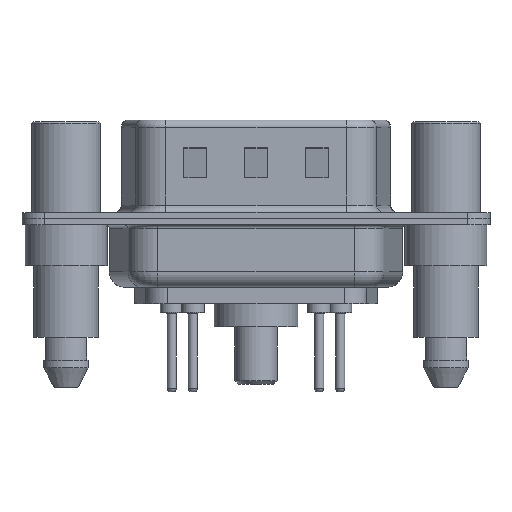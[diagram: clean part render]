
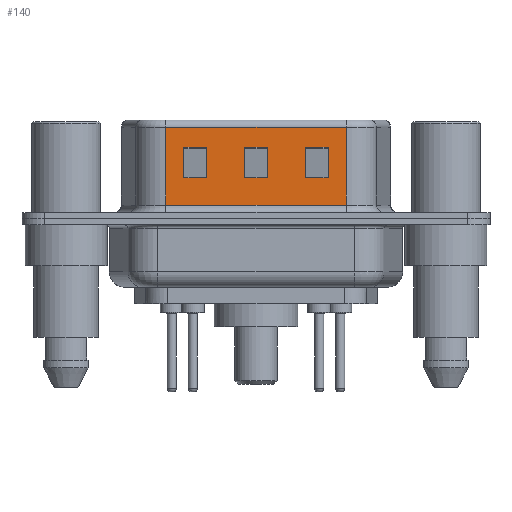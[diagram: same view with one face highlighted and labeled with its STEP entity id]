
A CAD part, front view. The second image highlights one B-rep face of the part: STEP entity #140.
In plain terms, the highlighted planar face has unit normal (0, -1, 0).
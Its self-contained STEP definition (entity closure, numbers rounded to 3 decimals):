
#108 = FACE_BOUND ( 'NONE', #5664, .T. ) ;
#140 = ADVANCED_FACE ( 'NONE', ( #108, #7491, #3808, #14160 ), #16311, .F. ) ;
#313 = VERTEX_POINT ( 'NONE', #4516 ) ;
#409 = AXIS2_PLACEMENT_3D ( 'NONE', #12353, #10398, #2983 ) ;
#542 = CARTESIAN_POINT ( 'NONE',  ( 11.75, -4.58, 6.52 ) ) ;
#581 = CARTESIAN_POINT ( 'NONE',  ( 22.45, -4.58, 2.705 ) ) ;
#614 = VERTEX_POINT ( 'NONE', #14826 ) ;
#751 = VERTEX_POINT ( 'NONE', #2207 ) ;
#870 = EDGE_LOOP ( 'NONE', ( #10407, #8279, #17416, #2650 ) ) ;
#1039 = VERTEX_POINT ( 'NONE', #3510 ) ;
#1340 = CARTESIAN_POINT ( 'NONE',  ( 18.45, -4.58, 0.9 ) ) ;
#1571 = ORIENTED_EDGE ( 'NONE', *, *, #2062, .T. ) ;
#1748 = EDGE_CURVE ( 'NONE', #4069, #2167, #2459, .T. ) ;
#1946 = DIRECTION ( 'NONE',  ( 0., 0., 1. ) ) ;
#2062 = EDGE_CURVE ( 'NONE', #4617, #7155, #9229, .T. ) ;
#2111 = VECTOR ( 'NONE', #4445, 1000. ) ;
#2167 = VERTEX_POINT ( 'NONE', #16437 ) ;
#2207 = CARTESIAN_POINT ( 'NONE',  ( 6.55, -4.58, 0.9 ) ) ;
#2313 = DIRECTION ( 'NONE',  ( 0., 0., -1. ) ) ;
#2459 = LINE ( 'NONE', #2998, #6076 ) ;
#2650 = ORIENTED_EDGE ( 'NONE', *, *, #7994, .T. ) ;
#2977 = CARTESIAN_POINT ( 'NONE',  ( 15.75, -4.58, 4.705 ) ) ;
#2983 = DIRECTION ( 'NONE',  ( 0., 0., 1. ) ) ;
#2998 = CARTESIAN_POINT ( 'NONE',  ( 9.25, -4.58, 6.52 ) ) ;
#3112 = DIRECTION ( 'NONE',  ( 1., 0., 0. ) ) ;
#3510 = CARTESIAN_POINT ( 'NONE',  ( 13.25, -4.58, 4.705 ) ) ;
#3650 = VECTOR ( 'NONE', #16797, 1000. ) ;
#3808 = FACE_BOUND ( 'NONE', #870, .T. ) ;
#3982 = CARTESIAN_POINT ( 'NONE',  ( 17.25, -4.58, 6.52 ) ) ;
#4069 = VERTEX_POINT ( 'NONE', #5154 ) ;
#4147 = DIRECTION ( 'NONE',  ( -1., 0., 0. ) ) ;
#4258 = ORIENTED_EDGE ( 'NONE', *, *, #7642, .T. ) ;
#4277 = VECTOR ( 'NONE', #8366, 1000. ) ;
#4445 = DIRECTION ( 'NONE',  ( 1., 0., 0. ) ) ;
#4484 = LINE ( 'NONE', #11383, #11823 ) ;
#4516 = CARTESIAN_POINT ( 'NONE',  ( 17.25, -4.58, 2.705 ) ) ;
#4617 = VERTEX_POINT ( 'NONE', #15515 ) ;
#4942 = VERTEX_POINT ( 'NONE', #12965 ) ;
#5132 = CARTESIAN_POINT ( 'NONE',  ( 7.75, -4.58, 6.52 ) ) ;
#5154 = CARTESIAN_POINT ( 'NONE',  ( 9.25, -4.58, 4.705 ) ) ;
#5235 = LINE ( 'NONE', #5132, #12548 ) ;
#5357 = EDGE_CURVE ( 'NONE', #7872, #751, #14628, .T. ) ;
#5416 = VECTOR ( 'NONE', #15366, 1000. ) ;
#5472 = CARTESIAN_POINT ( 'NONE',  ( 6.55, -4.58, 6.52 ) ) ;
#5622 = LINE ( 'NONE', #3982, #9009 ) ;
#5664 = EDGE_LOOP ( 'NONE', ( #13303, #8217, #9569, #7273 ) ) ;
#6052 = EDGE_CURVE ( 'NONE', #751, #13334, #13013, .T. ) ;
#6076 = VECTOR ( 'NONE', #9199, 1000. ) ;
#6666 = EDGE_CURVE ( 'NONE', #313, #4617, #17490, .T. ) ;
#6692 = CARTESIAN_POINT ( 'NONE',  ( 13.25, -4.58, 6.52 ) ) ;
#6934 = CARTESIAN_POINT ( 'NONE',  ( 18.45, -4.58, 2.705 ) ) ;
#7155 = VERTEX_POINT ( 'NONE', #2977 ) ;
#7273 = ORIENTED_EDGE ( 'NONE', *, *, #10448, .T. ) ;
#7374 = EDGE_LOOP ( 'NONE', ( #4258, #12711, #1571, #12230 ) ) ;
#7423 = VECTOR ( 'NONE', #2313, 1000. ) ;
#7463 = CARTESIAN_POINT ( 'NONE',  ( 18.45, -4.58, 6.02 ) ) ;
#7491 = FACE_BOUND ( 'NONE', #7374, .T. ) ;
#7525 = EDGE_CURVE ( 'NONE', #614, #13334, #11913, .T. ) ;
#7581 = VECTOR ( 'NONE', #16128, 1000. ) ;
#7615 = VECTOR ( 'NONE', #4147, 1000. ) ;
#7642 = EDGE_CURVE ( 'NONE', #17039, #313, #5622, .T. ) ;
#7753 = CARTESIAN_POINT ( 'NONE',  ( 7.75, -4.58, 2.705 ) ) ;
#7872 = VERTEX_POINT ( 'NONE', #12709 ) ;
#7994 = EDGE_CURVE ( 'NONE', #4942, #12546, #12708, .T. ) ;
#8049 = LINE ( 'NONE', #16790, #14663 ) ;
#8217 = ORIENTED_EDGE ( 'NONE', *, *, #17474, .T. ) ;
#8279 = ORIENTED_EDGE ( 'NONE', *, *, #10759, .T. ) ;
#8366 = DIRECTION ( 'NONE',  ( 0., 0., -1. ) ) ;
#8961 = CARTESIAN_POINT ( 'NONE',  ( 11.75, -4.58, 4.705 ) ) ;
#9009 = VECTOR ( 'NONE', #10902, 1000. ) ;
#9199 = DIRECTION ( 'NONE',  ( 0., 0., -1. ) ) ;
#9229 = LINE ( 'NONE', #9642, #5416 ) ;
#9236 = DIRECTION ( 'NONE',  ( -1., 0., 0. ) ) ;
#9498 = ORIENTED_EDGE ( 'NONE', *, *, #5357, .T. ) ;
#9569 = ORIENTED_EDGE ( 'NONE', *, *, #14767, .T. ) ;
#9642 = CARTESIAN_POINT ( 'NONE',  ( 15.75, -4.58, 6.52 ) ) ;
#9891 = EDGE_CURVE ( 'NONE', #16561, #4942, #14683, .T. ) ;
#10231 = VECTOR ( 'NONE', #10898, 1000. ) ;
#10297 = DIRECTION ( 'NONE',  ( 1., 0., 0. ) ) ;
#10398 = DIRECTION ( 'NONE',  ( 0., 1., 0. ) ) ;
#10407 = ORIENTED_EDGE ( 'NONE', *, *, #15989, .T. ) ;
#10448 = EDGE_CURVE ( 'NONE', #16138, #4069, #8049, .T. ) ;
#10520 = ORIENTED_EDGE ( 'NONE', *, *, #7525, .F. ) ;
#10759 = EDGE_CURVE ( 'NONE', #1039, #16561, #14032, .T. ) ;
#10898 = DIRECTION ( 'NONE',  ( 0., 0., -1. ) ) ;
#10902 = DIRECTION ( 'NONE',  ( 0., 0., -1. ) ) ;
#11383 = CARTESIAN_POINT ( 'NONE',  ( 22.45, -4.58, 4.705 ) ) ;
#11726 = ORIENTED_EDGE ( 'NONE', *, *, #6052, .T. ) ;
#11793 = EDGE_CURVE ( 'NONE', #614, #7872, #14420, .T. ) ;
#11823 = VECTOR ( 'NONE', #3112, 1000. ) ;
#11913 = LINE ( 'NONE', #11929, #7423 ) ;
#11929 = CARTESIAN_POINT ( 'NONE',  ( 18.45, -4.58, 6.52 ) ) ;
#12051 = LINE ( 'NONE', #17497, #7581 ) ;
#12126 = CARTESIAN_POINT ( 'NONE',  ( 13.25, -4.58, 2.705 ) ) ;
#12219 = VECTOR ( 'NONE', #9236, 1000. ) ;
#12230 = ORIENTED_EDGE ( 'NONE', *, *, #16899, .T. ) ;
#12261 = EDGE_LOOP ( 'NONE', ( #10520, #13593, #9498, #11726 ) ) ;
#12298 = VECTOR ( 'NONE', #1946, 1000. ) ;
#12353 = CARTESIAN_POINT ( 'NONE',  ( 18.45, -4.58, 6.52 ) ) ;
#12423 = CARTESIAN_POINT ( 'NONE',  ( 7.75, -4.58, 4.705 ) ) ;
#12546 = VERTEX_POINT ( 'NONE', #8961 ) ;
#12548 = VECTOR ( 'NONE', #13315, 1000. ) ;
#12708 = LINE ( 'NONE', #542, #12298 ) ;
#12709 = CARTESIAN_POINT ( 'NONE',  ( 6.55, -4.58, 6.02 ) ) ;
#12711 = ORIENTED_EDGE ( 'NONE', *, *, #6666, .T. ) ;
#12965 = CARTESIAN_POINT ( 'NONE',  ( 11.75, -4.58, 2.705 ) ) ;
#13013 = LINE ( 'NONE', #13912, #2111 ) ;
#13077 = VERTEX_POINT ( 'NONE', #7753 ) ;
#13130 = VECTOR ( 'NONE', #16807, 1000. ) ;
#13303 = ORIENTED_EDGE ( 'NONE', *, *, #1748, .T. ) ;
#13315 = DIRECTION ( 'NONE',  ( 0., 0., 1. ) ) ;
#13334 = VERTEX_POINT ( 'NONE', #1340 ) ;
#13593 = ORIENTED_EDGE ( 'NONE', *, *, #11793, .T. ) ;
#13912 = CARTESIAN_POINT ( 'NONE',  ( 18.45, -4.58, 0.9 ) ) ;
#14012 = CARTESIAN_POINT ( 'NONE',  ( 14.45, -4.58, 2.705 ) ) ;
#14032 = LINE ( 'NONE', #6692, #10231 ) ;
#14160 = FACE_OUTER_BOUND ( 'NONE', #12261, .T. ) ;
#14420 = LINE ( 'NONE', #7463, #3650 ) ;
#14628 = LINE ( 'NONE', #5472, #4277 ) ;
#14663 = VECTOR ( 'NONE', #10297, 1000. ) ;
#14683 = LINE ( 'NONE', #6934, #7615 ) ;
#14767 = EDGE_CURVE ( 'NONE', #13077, #16138, #5235, .T. ) ;
#14826 = CARTESIAN_POINT ( 'NONE',  ( 18.45, -4.58, 6.02 ) ) ;
#15366 = DIRECTION ( 'NONE',  ( 0., 0., 1. ) ) ;
#15515 = CARTESIAN_POINT ( 'NONE',  ( 15.75, -4.58, 2.705 ) ) ;
#15667 = LINE ( 'NONE', #14012, #12219 ) ;
#15989 = EDGE_CURVE ( 'NONE', #12546, #1039, #12051, .T. ) ;
#16128 = DIRECTION ( 'NONE',  ( 1., 0., 0. ) ) ;
#16138 = VERTEX_POINT ( 'NONE', #12423 ) ;
#16311 = PLANE ( 'NONE',  #409 ) ;
#16437 = CARTESIAN_POINT ( 'NONE',  ( 9.25, -4.58, 2.705 ) ) ;
#16561 = VERTEX_POINT ( 'NONE', #12126 ) ;
#16790 = CARTESIAN_POINT ( 'NONE',  ( 14.45, -4.58, 4.705 ) ) ;
#16797 = DIRECTION ( 'NONE',  ( -1., 0., 0. ) ) ;
#16807 = DIRECTION ( 'NONE',  ( -1., 0., 0. ) ) ;
#16842 = CARTESIAN_POINT ( 'NONE',  ( 17.25, -4.58, 4.705 ) ) ;
#16899 = EDGE_CURVE ( 'NONE', #7155, #17039, #4484, .T. ) ;
#17039 = VERTEX_POINT ( 'NONE', #16842 ) ;
#17416 = ORIENTED_EDGE ( 'NONE', *, *, #9891, .T. ) ;
#17474 = EDGE_CURVE ( 'NONE', #2167, #13077, #15667, .T. ) ;
#17490 = LINE ( 'NONE', #581, #13130 ) ;
#17497 = CARTESIAN_POINT ( 'NONE',  ( 18.45, -4.58, 4.705 ) ) ;
